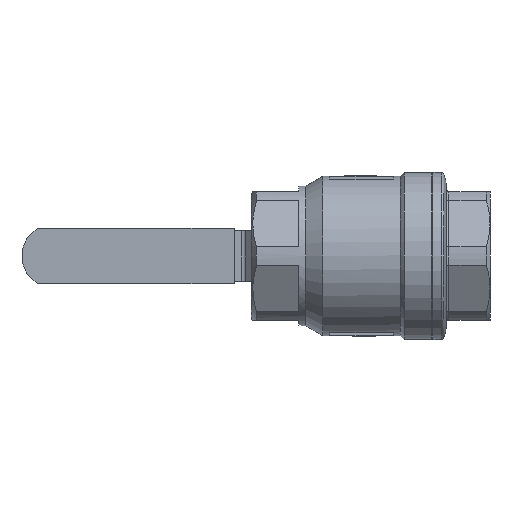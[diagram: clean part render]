
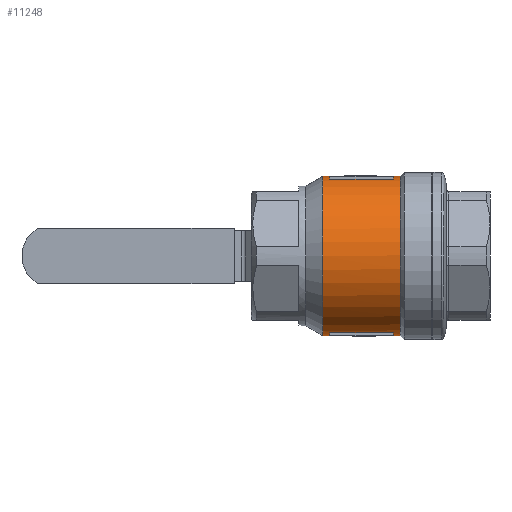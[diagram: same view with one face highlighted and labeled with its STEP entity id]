
A CAD part, front view. The second image highlights one B-rep face of the part: STEP entity #11248.
In plain terms, the highlighted cylindrical face has radius 30 mm (diameter 60 mm), a full revolution.
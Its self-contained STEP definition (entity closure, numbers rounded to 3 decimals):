
#508=B_SPLINE_CURVE_WITH_KNOTS('',3,(#30123,#30124,#30125,#30126,#30127,
#30128,#30129,#30130,#30131),.UNSPECIFIED.,.F.,.F.,(4,1,1,1,1,1,4),(0.,
0.25,0.375,0.5,0.75,0.875,1.),.UNSPECIFIED.);
#519=B_SPLINE_CURVE_WITH_KNOTS('',3,(#30559,#30560,#30561,#30562,#30563,
#30564,#30565,#30566,#30567,#30568),.UNSPECIFIED.,.F.,.F.,(4,1,1,1,1,1,
1,4),(0.,0.125,0.25,0.375,0.5,0.625,0.75,1.),.UNSPECIFIED.);
#1304=LINE('',#29312,#2230);
#1312=LINE('',#29334,#2238);
#1318=LINE('',#29351,#2244);
#1322=LINE('',#29360,#2248);
#2230=VECTOR('',#14073,1000.);
#2238=VECTOR('',#14095,1000.);
#2244=VECTOR('',#14111,1000.);
#2248=VECTOR('',#14121,1000.);
#2563=CYLINDRICAL_SURFACE('',#12151,30.);
#5326=ORIENTED_EDGE('',*,*,#7004,.F.);
#5327=ORIENTED_EDGE('',*,*,#7014,.F.);
#5328=ORIENTED_EDGE('',*,*,#7011,.F.);
#5329=ORIENTED_EDGE('',*,*,#7009,.F.);
#5330=ORIENTED_EDGE('',*,*,#7001,.F.);
#5331=ORIENTED_EDGE('',*,*,#7006,.F.);
#5332=ORIENTED_EDGE('',*,*,#7229,.F.);
#5333=ORIENTED_EDGE('',*,*,#7230,.T.);
#5334=ORIENTED_EDGE('',*,*,#7231,.T.);
#5335=ORIENTED_EDGE('',*,*,#7084,.T.);
#5336=ORIENTED_EDGE('',*,*,#6984,.T.);
#5337=ORIENTED_EDGE('',*,*,#6992,.T.);
#5338=ORIENTED_EDGE('',*,*,#6998,.T.);
#5339=ORIENTED_EDGE('',*,*,#6995,.T.);
#5340=ORIENTED_EDGE('',*,*,#6990,.T.);
#5341=ORIENTED_EDGE('',*,*,#6987,.T.);
#6984=EDGE_CURVE('',#8196,#8197,#8623,.T.);
#6987=EDGE_CURVE('',#8199,#8196,#1304,.T.);
#6990=EDGE_CURVE('',#8201,#8199,#8624,.T.);
#6992=EDGE_CURVE('',#8197,#8202,#8625,.T.);
#6995=EDGE_CURVE('',#8204,#8201,#8626,.T.);
#6998=EDGE_CURVE('',#8202,#8204,#1312,.T.);
#7001=EDGE_CURVE('',#8206,#8208,#8627,.T.);
#7004=EDGE_CURVE('',#8209,#8211,#8628,.T.);
#7006=EDGE_CURVE('',#8211,#8206,#1318,.T.);
#7009=EDGE_CURVE('',#8208,#8213,#8629,.T.);
#7011=EDGE_CURVE('',#8213,#8214,#1322,.T.);
#7014=EDGE_CURVE('',#8214,#8209,#8630,.T.);
#7084=EDGE_CURVE('',#8275,#8273,#508,.T.);
#7229=EDGE_CURVE('',#8369,#8369,#8698,.T.);
#7230=EDGE_CURVE('',#8273,#8370,#519,.T.);
#7231=EDGE_CURVE('',#8370,#8275,#8699,.T.);
#8196=VERTEX_POINT('',#29306);
#8197=VERTEX_POINT('',#29307);
#8199=VERTEX_POINT('',#29313);
#8201=VERTEX_POINT('',#29319);
#8202=VERTEX_POINT('',#29323);
#8204=VERTEX_POINT('',#29329);
#8206=VERTEX_POINT('',#29338);
#8208=VERTEX_POINT('',#29341);
#8209=VERTEX_POINT('',#29345);
#8211=VERTEX_POINT('',#29348);
#8213=VERTEX_POINT('',#29357);
#8214=VERTEX_POINT('',#29361);
#8273=VERTEX_POINT('',#30121);
#8275=VERTEX_POINT('',#30132);
#8369=VERTEX_POINT('',#30558);
#8370=VERTEX_POINT('',#30569);
#8623=CIRCLE('',#11996,30.);
#8624=CIRCLE('',#11999,30.);
#8625=CIRCLE('',#12001,30.);
#8626=CIRCLE('',#12003,30.);
#8627=CIRCLE('',#12006,30.);
#8628=CIRCLE('',#12008,30.);
#8629=CIRCLE('',#12011,30.);
#8630=CIRCLE('',#12014,30.);
#8698=CIRCLE('',#12152,30.);
#8699=CIRCLE('',#12153,30.);
#9390=EDGE_LOOP('',(#5326,#5327,#5328,#5329,#5330,#5331));
#9391=EDGE_LOOP('',(#5332));
#9392=EDGE_LOOP('',(#5333,#5334,#5335));
#9393=EDGE_LOOP('',(#5336,#5337,#5338,#5339,#5340,#5341));
#10181=FACE_BOUND('',#9390,.T.);
#10182=FACE_BOUND('',#9391,.T.);
#10183=FACE_BOUND('',#9392,.T.);
#10184=FACE_BOUND('',#9393,.T.);
#11248=ADVANCED_FACE('',(#10181,#10182,#10183,#10184),#2563,.T.);
#11996=AXIS2_PLACEMENT_3D('',#29305,#14067,#14068);
#11999=AXIS2_PLACEMENT_3D('',#29318,#14078,#14079);
#12001=AXIS2_PLACEMENT_3D('',#29322,#14083,#14084);
#12003=AXIS2_PLACEMENT_3D('',#29328,#14089,#14090);
#12006=AXIS2_PLACEMENT_3D('',#29340,#14100,#14101);
#12008=AXIS2_PLACEMENT_3D('',#29347,#14106,#14107);
#12011=AXIS2_PLACEMENT_3D('',#29356,#14116,#14117);
#12014=AXIS2_PLACEMENT_3D('',#29366,#14126,#14127);
#12151=AXIS2_PLACEMENT_3D('',#30556,#14531,#14532);
#12152=AXIS2_PLACEMENT_3D('',#30557,#14533,#14534);
#12153=AXIS2_PLACEMENT_3D('',#30570,#14535,#14536);
#14067=DIRECTION('',(-1.,0.,0.));
#14068=DIRECTION('',(0.,0.,-1.));
#14073=DIRECTION('',(-1.,0.,0.));
#14078=DIRECTION('',(1.,0.,0.));
#14079=DIRECTION('',(0.,0.,1.));
#14083=DIRECTION('',(-1.,0.,0.));
#14084=DIRECTION('',(0.,0.,-1.));
#14089=DIRECTION('',(1.,0.,0.));
#14090=DIRECTION('',(0.,0.,1.));
#14095=DIRECTION('',(1.,0.,0.));
#14100=DIRECTION('',(1.,0.,0.));
#14101=DIRECTION('',(0.,0.,1.));
#14106=DIRECTION('',(-1.,0.,0.));
#14107=DIRECTION('',(0.,0.,-1.));
#14111=DIRECTION('',(-1.,0.,0.));
#14116=DIRECTION('',(1.,0.,0.));
#14117=DIRECTION('',(0.,0.,1.));
#14121=DIRECTION('',(1.,0.,0.));
#14126=DIRECTION('',(-1.,0.,0.));
#14127=DIRECTION('',(0.,0.,-1.));
#14531=DIRECTION('',(-1.,0.,0.));
#14532=DIRECTION('',(0.,0.,1.));
#14533=DIRECTION('',(-1.,0.,0.));
#14534=DIRECTION('',(0.,0.,1.));
#14535=DIRECTION('',(-1.,0.,0.));
#14536=DIRECTION('',(0.,0.,1.));
#29305=CARTESIAN_POINT('',(-16.,0.,0.));
#29306=CARTESIAN_POINT('',(-16.,-8.,28.914));
#29307=CARTESIAN_POINT('',(-16.,0.,30.));
#29312=CARTESIAN_POINT('',(0.,-8.,28.914));
#29313=CARTESIAN_POINT('',(8.,-8.,28.914));
#29318=CARTESIAN_POINT('',(8.,0.,0.));
#29319=CARTESIAN_POINT('',(8.,0.,30.));
#29322=CARTESIAN_POINT('',(-16.,0.,0.));
#29323=CARTESIAN_POINT('',(-16.,8.,28.914));
#29328=CARTESIAN_POINT('',(8.,0.,0.));
#29329=CARTESIAN_POINT('',(8.,8.,28.914));
#29334=CARTESIAN_POINT('',(0.,8.,28.914));
#29338=CARTESIAN_POINT('',(-16.,-8.,-28.914));
#29340=CARTESIAN_POINT('',(-16.,0.,0.));
#29341=CARTESIAN_POINT('',(-16.,0.,-30.));
#29345=CARTESIAN_POINT('',(8.,0.,-30.));
#29347=CARTESIAN_POINT('',(8.,0.,0.));
#29348=CARTESIAN_POINT('',(8.,-8.,-28.914));
#29351=CARTESIAN_POINT('',(0.,-8.,-28.914));
#29356=CARTESIAN_POINT('',(-16.,0.,0.));
#29357=CARTESIAN_POINT('',(-16.,8.,-28.914));
#29360=CARTESIAN_POINT('',(0.,8.,-28.914));
#29361=CARTESIAN_POINT('',(8.,8.,-28.914));
#29366=CARTESIAN_POINT('',(8.,0.,0.));
#30121=CARTESIAN_POINT('',(-12.183,29.974,-1.239));
#30123=CARTESIAN_POINT('',(10.65,29.423,5.858));
#30124=CARTESIAN_POINT('',(9.27,28.955,8.208));
#30125=CARTESIAN_POINT('',(5.964,27.953,10.961));
#30126=CARTESIAN_POINT('',(0.465,27.46,12.077));
#30127=CARTESIAN_POINT('',(-5.126,27.783,11.354));
#30128=CARTESIAN_POINT('',(-9.779,29.084,8.013));
#30129=CARTESIAN_POINT('',(-12.123,29.948,2.953));
#30130=CARTESIAN_POINT('',(-12.333,30.031,0.141));
#30131=CARTESIAN_POINT('',(-12.183,29.974,-1.239));
#30132=CARTESIAN_POINT('',(10.65,29.423,5.858));
#30556=CARTESIAN_POINT('',(0.,0.,0.));
#30557=CARTESIAN_POINT('',(-18.6,0.,0.));
#30558=CARTESIAN_POINT('',(-18.6,0.,30.));
#30559=CARTESIAN_POINT('',(-12.183,29.974,-1.239));
#30560=CARTESIAN_POINT('',(-12.045,29.922,-2.513));
#30561=CARTESIAN_POINT('',(-11.336,29.65,-5.007));
#30562=CARTESIAN_POINT('',(-9.16,28.916,-8.162));
#30563=CARTESIAN_POINT('',(-6.13,28.13,-10.486));
#30564=CARTESIAN_POINT('',(-2.501,27.582,-11.806));
#30565=CARTESIAN_POINT('',(1.397,27.506,-11.976));
#30566=CARTESIAN_POINT('',(6.401,28.082,-10.636));
#30567=CARTESIAN_POINT('',(9.364,28.987,-8.047));
#30568=CARTESIAN_POINT('',(10.65,29.423,-5.858));
#30569=CARTESIAN_POINT('',(10.65,29.423,-5.858));
#30570=CARTESIAN_POINT('',(10.65,0.,0.));
